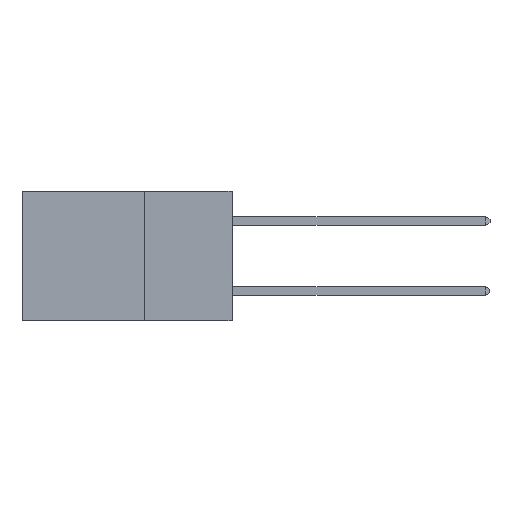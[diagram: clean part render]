
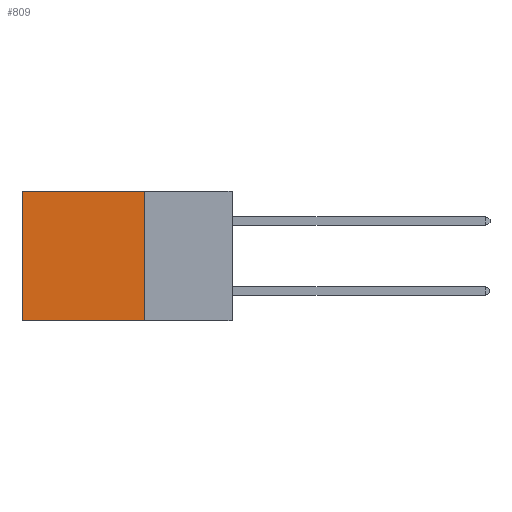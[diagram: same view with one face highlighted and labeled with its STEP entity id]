
A CAD part, left-side view. The second image highlights one B-rep face of the part: STEP entity #809.
In plain terms, the highlighted planar face has unit normal (-1, 0, 0).
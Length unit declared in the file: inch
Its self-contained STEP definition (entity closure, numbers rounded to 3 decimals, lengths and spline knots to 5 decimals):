
#809 = ADVANCED_FACE ( 'NONE', ( #1632 ), #11221, .F. ) ;
#898 = VERTEX_POINT ( 'NONE', #4590 ) ;
#1076 = AXIS2_PLACEMENT_3D ( 'NONE', #7845, #19870, #9584 ) ;
#1140 = VECTOR ( 'NONE', #15222, 39.37008 ) ;
#1632 = FACE_OUTER_BOUND ( 'NONE', #16278, .T. ) ;
#1679 = VERTEX_POINT ( 'NONE', #17241 ) ;
#1940 = LINE ( 'NONE', #17621, #15307 ) ;
#3005 = VERTEX_POINT ( 'NONE', #18991 ) ;
#3312 = DIRECTION ( 'NONE',  ( 0., 1., 0. ) ) ;
#3377 = ORIENTED_EDGE ( 'NONE', *, *, #7073, .F. ) ;
#4590 = CARTESIAN_POINT ( 'NONE',  ( 0.2875, 0.25, 0. ) ) ;
#4837 = CARTESIAN_POINT ( 'NONE',  ( 0.2875, 0.25, 0. ) ) ;
#4945 = ORIENTED_EDGE ( 'NONE', *, *, #18156, .T. ) ;
#5561 = EDGE_CURVE ( 'NONE', #898, #12023, #21524, .T. ) ;
#6384 = LINE ( 'NONE', #4837, #1140 ) ;
#7073 = EDGE_CURVE ( 'NONE', #898, #1679, #6384, .T. ) ;
#7312 = CARTESIAN_POINT ( 'NONE',  ( 0.2875, 0.25, -0.37 ) ) ;
#7845 = CARTESIAN_POINT ( 'NONE',  ( 0.2875, 0.25, 0. ) ) ;
#9584 = DIRECTION ( 'NONE',  ( 0., 0., -1. ) ) ;
#10294 = CARTESIAN_POINT ( 'NONE',  ( 0.2875, 0.25, 0. ) ) ;
#11221 = PLANE ( 'NONE',  #1076 ) ;
#12023 = VERTEX_POINT ( 'NONE', #15020 ) ;
#12532 = ORIENTED_EDGE ( 'NONE', *, *, #15691, .F. ) ;
#12618 = ORIENTED_EDGE ( 'NONE', *, *, #5561, .T. ) ;
#15020 = CARTESIAN_POINT ( 'NONE',  ( 0.2875, 0.6, 0. ) ) ;
#15222 = DIRECTION ( 'NONE',  ( 0., 0., -1. ) ) ;
#15307 = VECTOR ( 'NONE', #19346, 39.37008 ) ;
#15691 = EDGE_CURVE ( 'NONE', #1679, #3005, #16241, .T. ) ;
#16241 = LINE ( 'NONE', #7312, #20269 ) ;
#16278 = EDGE_LOOP ( 'NONE', ( #4945, #12532, #3377, #12618 ) ) ;
#16991 = VECTOR ( 'NONE', #3312, 39.37008 ) ;
#17241 = CARTESIAN_POINT ( 'NONE',  ( 0.2875, 0.25, -0.37 ) ) ;
#17621 = CARTESIAN_POINT ( 'NONE',  ( 0.2875, 0.6, 0. ) ) ;
#18156 = EDGE_CURVE ( 'NONE', #12023, #3005, #1940, .T. ) ;
#18991 = CARTESIAN_POINT ( 'NONE',  ( 0.2875, 0.6, -0.37 ) ) ;
#19346 = DIRECTION ( 'NONE',  ( 0., 0., -1. ) ) ;
#19870 = DIRECTION ( 'NONE',  ( 1., 0., 0. ) ) ;
#20269 = VECTOR ( 'NONE', #21066, 39.37008 ) ;
#21066 = DIRECTION ( 'NONE',  ( 0., 1., 0. ) ) ;
#21524 = LINE ( 'NONE', #10294, #16991 ) ;
